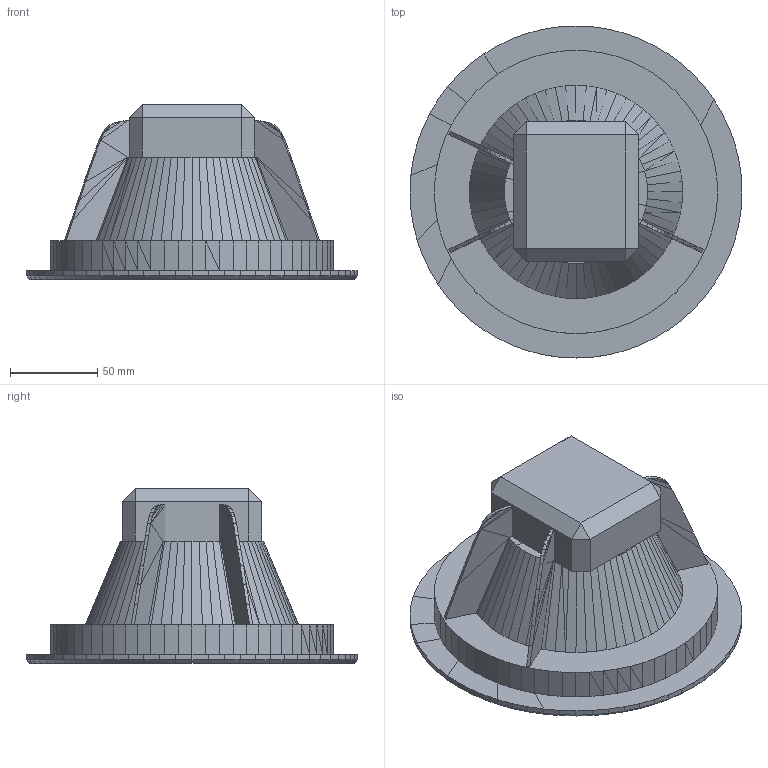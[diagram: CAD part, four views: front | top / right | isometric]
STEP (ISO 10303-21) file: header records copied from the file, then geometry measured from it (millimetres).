
FILE_DESCRIPTION (( 'STEP AP214' ), '1' );
FILE_NAME ('COMP 161.STEP', '2018-07-18T08:05:30', ( '' ), ( '' ), 'SwSTEP 2.0', 'SolidWorks 2013', '' );
FILE_SCHEMA (( 'AUTOMOTIVE_DESIGN' ));
Length unit declared in the file: millimetre
Products named in the file (1): COMP 161
Bounding box: 190 x 190 x 100 mm (x, y, z)
Volume: 884696.9 mm3; surface area: 109209.1 mm2
Topology: 5 solids, 5 shells, 529 faces, 1236 edges, 718 vertices
Faces by surface type: plane 529
Entity records: 14418 total; most frequent: CARTESIAN_POINT 2490, ORIENTED_EDGE 2472, DIRECTION 2294, EDGE_CURVE 1236, VECTOR 1234, LINE 1234, VERTEX_POINT 718, AXIS2_PLACEMENT_3D 530
